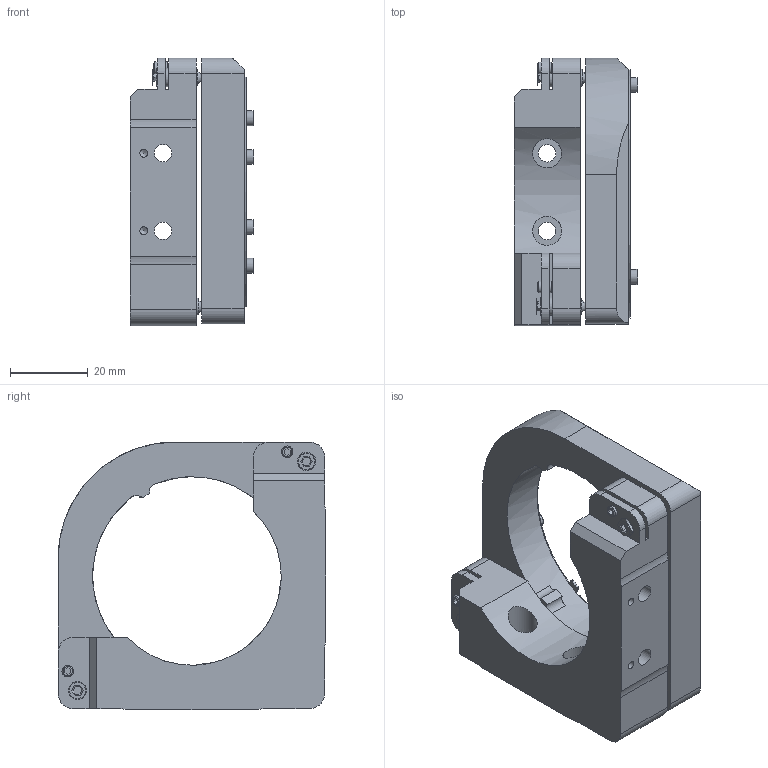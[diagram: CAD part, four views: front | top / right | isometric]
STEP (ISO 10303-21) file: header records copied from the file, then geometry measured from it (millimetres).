
FILE_DESCRIPTION(/* description */ (''),/* implementation_level */ '2;1');
FILE_NAME(/* name */ 'SD-508-06-VC-RS-M_Subst_.stp',/* time_stamp */ '2023-03-17T16:00:22+02:00',/* author */ ('vytau'),/* organization */ (''),/* preprocessor_version */ 'ST-DEVELOPER v18',/* originating_system */ 'Autodesk Inventor 2020',/* authorisation */ '');
FILE_SCHEMA (('CONFIG_CONTROL_DESIGN'));
Length unit declared in the file: millimetre
Products named in the file (1): SD-508-06-VC-RS-M_Substitute_6
Bounding box: 31.9 x 69 x 69 mm (x, y, z)
Volume: 54728.8 mm3; surface area: 19494.2 mm2
Topology: 1 solids, 1 shells, 245 faces, 680 edges, 458 vertices
Faces by surface type: plane 136, cylinder 85, cone 18, torus 4, sphere 2
Full cylindrical faces by diameter (mm): 2 x4, 3 x4, 3.8 x4, 4.5 x4, 4.763 x3, 7.5 x4, 51.2 x1
Entity records: 8334 total; most frequent: CARTESIAN_POINT 1564, DIRECTION 1377, ORIENTED_EDGE 1336, EDGE_CURVE 668, AXIS2_PLACEMENT_3D 499, VERTEX_POINT 458, LINE 379, VECTOR 379
